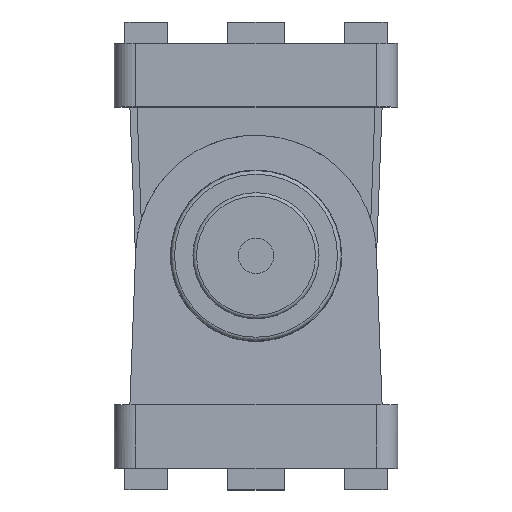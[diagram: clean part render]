
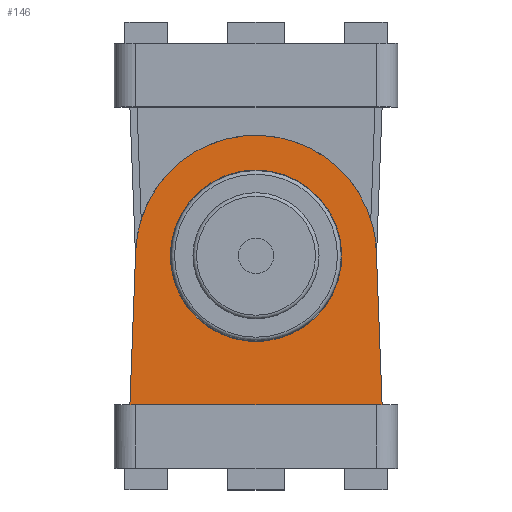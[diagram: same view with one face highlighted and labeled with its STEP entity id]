
A CAD part, top view. The second image highlights one B-rep face of the part: STEP entity #146.
In plain terms, the highlighted planar face has unit normal (0, 0.035, 0.999).
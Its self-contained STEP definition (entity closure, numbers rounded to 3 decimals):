
#146 = ADVANCED_FACE( '', ( #335, #336 ), #337, .F. );
#335 = FACE_BOUND( '', #587, .T. );
#336 = FACE_OUTER_BOUND( '', #588, .T. );
#337 = PLANE( '', #589 );
#587 = EDGE_LOOP( '', ( #866 ) );
#588 = EDGE_LOOP( '', ( #867, #868, #869, #870, #871, #872 ) );
#589 = AXIS2_PLACEMENT_3D( '', #873, #874, #875 );
#866 = ORIENTED_EDGE( '', *, *, #1446, .F. );
#867 = ORIENTED_EDGE( '', *, *, #1447, .F. );
#868 = ORIENTED_EDGE( '', *, *, #1448, .F. );
#869 = ORIENTED_EDGE( '', *, *, #1436, .T. );
#870 = ORIENTED_EDGE( '', *, *, #1449, .F. );
#871 = ORIENTED_EDGE( '', *, *, #1450, .F. );
#872 = ORIENTED_EDGE( '', *, *, #1418, .T. );
#873 = CARTESIAN_POINT( '', ( 20., 18., 18.638 ) );
#874 = DIRECTION( '', ( 0., -0.035, -0.999 ) );
#875 = DIRECTION( '', ( 0., 0.999, -0.035 ) );
#1418 = EDGE_CURVE( '', #1653, #1658, #1660, .F. );
#1436 = EDGE_CURVE( '', #1691, #1689, #1692, .T. );
#1446 = EDGE_CURVE( '', #1707, #1707, #1708, .F. );
#1447 = EDGE_CURVE( '', #1709, #1658, #1710, .T. );
#1448 = EDGE_CURVE( '', #1691, #1709, #1711, .T. );
#1449 = EDGE_CURVE( '', #1712, #1689, #1713, .T. );
#1450 = EDGE_CURVE( '', #1653, #1712, #1714, .T. );
#1653 = VERTEX_POINT( '', #1999 );
#1658 = VERTEX_POINT( '', #2005 );
#1660 = ELLIPSE( '', #2008, 17.01, 17. );
#1689 = VERTEX_POINT( '', #2047 );
#1691 = VERTEX_POINT( '', #2050 );
#1692 = LINE( '', #2051, #2052 );
#1707 = VERTEX_POINT( '', #2072 );
#1708 = ELLIPSE( '', #2073, 12.107, 12.1 );
#1709 = VERTEX_POINT( '', #2074 );
#1710 = LINE( '', #2075, #2076 );
#1711 = LINE( '', #2077, #2078 );
#1712 = VERTEX_POINT( '', #2079 );
#1713 = LINE( '', #2080, #2081 );
#1714 = LINE( '', #2082, #2083 );
#1999 = CARTESIAN_POINT( '', ( 16.988, 0.637, 19.244 ) );
#2005 = CARTESIAN_POINT( '', ( -16.988, 0.637, 19.244 ) );
#2008 = AXIS2_PLACEMENT_3D( '', #2472, #2473, #2474 );
#2047 = CARTESIAN_POINT( '', ( 17., -21., 20. ) );
#2050 = CARTESIAN_POINT( '', ( -17., -21., 20. ) );
#2051 = CARTESIAN_POINT( '', ( -17., -21., 20. ) );
#2052 = VECTOR( '', #2492, 1000. );
#2072 = CARTESIAN_POINT( '', ( 0., 12.1, 18.844 ) );
#2073 = AXIS2_PLACEMENT_3D( '', #2501, #2502, #2503 );
#2074 = CARTESIAN_POINT( '', ( -17.8, -21., 20. ) );
#2075 = CARTESIAN_POINT( '', ( -16.285, 19.36, 18.591 ) );
#2076 = VECTOR( '', #2504, 1000. );
#2077 = CARTESIAN_POINT( '', ( 20., -21., 20. ) );
#2078 = VECTOR( '', #2505, 1000. );
#2079 = CARTESIAN_POINT( '', ( 17.8, -21., 20. ) );
#2080 = CARTESIAN_POINT( '', ( 20., -21., 20. ) );
#2081 = VECTOR( '', #2506, 1000. );
#2082 = CARTESIAN_POINT( '', ( 16.342, 17.863, 18.643 ) );
#2083 = VECTOR( '', #2507, 1000. );
#2472 = CARTESIAN_POINT( '', ( 0., 0., 19.267 ) );
#2473 = DIRECTION( '', ( 0., -0.035, -0.999 ) );
#2474 = DIRECTION( '', ( 0., 0.999, -0.035 ) );
#2492 = DIRECTION( '', ( 1., 0., 0. ) );
#2501 = CARTESIAN_POINT( '', ( 0., 0., 19.267 ) );
#2502 = DIRECTION( '', ( 0., -0.035, -0.999 ) );
#2503 = DIRECTION( '', ( 0., 0.999, -0.035 ) );
#2504 = DIRECTION( '', ( 0.037, 0.999, -0.035 ) );
#2505 = DIRECTION( '', ( -1., 0., 0. ) );
#2506 = DIRECTION( '', ( -1., 0., 0. ) );
#2507 = DIRECTION( '', ( 0.037, -0.999, 0.035 ) );
